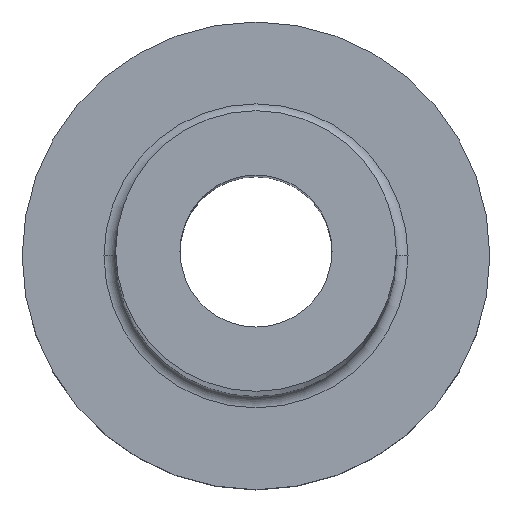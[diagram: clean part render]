
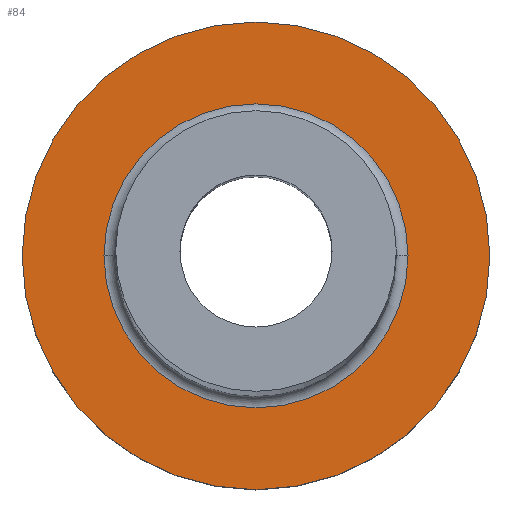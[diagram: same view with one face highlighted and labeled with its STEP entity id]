
A CAD part, top view. The second image highlights one B-rep face of the part: STEP entity #84.
In plain terms, the highlighted planar face has unit normal (0, 0, 1).
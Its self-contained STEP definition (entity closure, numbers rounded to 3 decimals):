
#1 = CARTESIAN_POINT ( 'NONE',  ( -10., 0., 7. ) ) ;
#3 = VERTEX_POINT ( 'NONE', #421 ) ;
#22 = AXIS2_PLACEMENT_3D ( 'NONE', #360, #172, #102 ) ;
#43 = VERTEX_POINT ( 'NONE', #338 ) ;
#50 = EDGE_CURVE ( 'NONE', #459, #442, #122, .T. ) ;
#84 = ADVANCED_FACE ( 'NONE', ( #409, #93 ), #297, .T. ) ;
#93 = FACE_OUTER_BOUND ( 'NONE', #411, .T. ) ;
#98 = CIRCLE ( 'NONE', #361, 6.5 ) ;
#102 = DIRECTION ( 'NONE',  ( 1., 0., 0. ) ) ;
#103 = DIRECTION ( 'NONE',  ( 1., 0., 0. ) ) ;
#111 = AXIS2_PLACEMENT_3D ( 'NONE', #190, #449, #124 ) ;
#121 = ORIENTED_EDGE ( 'NONE', *, *, #50, .T. ) ;
#122 = CIRCLE ( 'NONE', #111, 10. ) ;
#124 = DIRECTION ( 'NONE',  ( 1., 0., 0. ) ) ;
#130 = EDGE_LOOP ( 'NONE', ( #274, #343 ) ) ;
#137 = CIRCLE ( 'NONE', #405, 10. ) ;
#147 = DIRECTION ( 'NONE',  ( 1., 0., 0. ) ) ;
#172 = DIRECTION ( 'NONE',  ( 0., 0., 1. ) ) ;
#173 = CARTESIAN_POINT ( 'NONE',  ( 0., 0., 7. ) ) ;
#187 = EDGE_CURVE ( 'NONE', #3, #43, #98, .T. ) ;
#190 = CARTESIAN_POINT ( 'NONE',  ( 0., 0., 7. ) ) ;
#205 = ORIENTED_EDGE ( 'NONE', *, *, #304, .T. ) ;
#212 = DIRECTION ( 'NONE',  ( 0., 0., -1. ) ) ;
#274 = ORIENTED_EDGE ( 'NONE', *, *, #353, .T. ) ;
#278 = CARTESIAN_POINT ( 'NONE',  ( 0., 0., 7. ) ) ;
#297 = PLANE ( 'NONE',  #22 ) ;
#304 = EDGE_CURVE ( 'NONE', #442, #459, #137, .T. ) ;
#338 = CARTESIAN_POINT ( 'NONE',  ( 6.5, 0., 7. ) ) ;
#341 = DIRECTION ( 'NONE',  ( 1., 0., 0. ) ) ;
#343 = ORIENTED_EDGE ( 'NONE', *, *, #187, .T. ) ;
#348 = DIRECTION ( 'NONE',  ( 0., 0., 1. ) ) ;
#353 = EDGE_CURVE ( 'NONE', #43, #3, #436, .T. ) ;
#354 = DIRECTION ( 'NONE',  ( 0., 0., -1. ) ) ;
#360 = CARTESIAN_POINT ( 'NONE',  ( 0., 0., 7. ) ) ;
#361 = AXIS2_PLACEMENT_3D ( 'NONE', #173, #212, #147 ) ;
#405 = AXIS2_PLACEMENT_3D ( 'NONE', #412, #348, #341 ) ;
#409 = FACE_BOUND ( 'NONE', #130, .T. ) ;
#411 = EDGE_LOOP ( 'NONE', ( #121, #205 ) ) ;
#412 = CARTESIAN_POINT ( 'NONE',  ( 0., 0., 7. ) ) ;
#421 = CARTESIAN_POINT ( 'NONE',  ( -6.5, 0., 7. ) ) ;
#432 = CARTESIAN_POINT ( 'NONE',  ( 10., 0., 7. ) ) ;
#436 = CIRCLE ( 'NONE', #453, 6.5 ) ;
#442 = VERTEX_POINT ( 'NONE', #432 ) ;
#449 = DIRECTION ( 'NONE',  ( 0., 0., 1. ) ) ;
#453 = AXIS2_PLACEMENT_3D ( 'NONE', #278, #354, #103 ) ;
#459 = VERTEX_POINT ( 'NONE', #1 ) ;
